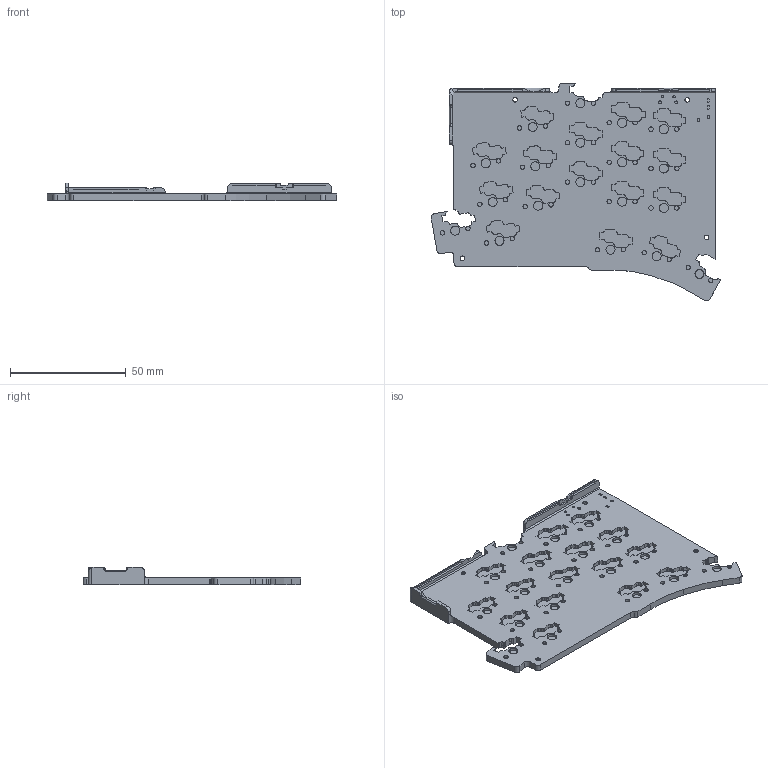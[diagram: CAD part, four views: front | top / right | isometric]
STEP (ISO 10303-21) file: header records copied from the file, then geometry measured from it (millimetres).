
FILE_DESCRIPTION(/* description */ ('STEP AP214'),/* implementation_level */ '2;1');
FILE_NAME(/* name */ 'TOTEM_case_ble_bottom_L_magsafe.step',/* time_stamp */ '2025-05-06T15:00:19+02:00',/* author */ (''),/* organization */ (''),/* preprocessor_version */ 'ST-DEVELOPER v20.1',/* originating_system */ 'Autodesk Translation Framework v14.4.0.0',/* authorisation */ '');
FILE_SCHEMA (('AUTOMOTIVE_DESIGN { 1 0 10303 214 3 1 1 }'));
Length unit declared in the file: millimetre
Products named in the file (1): TOTEM_case_ble_bottom_L_V.08
Bounding box: 124.88 x 93.88 x 7.7 mm (x, y, z)
Volume: 24147 mm3; surface area: 22279.8 mm2
Topology: 1 solids, 1 shells, 960 faces, 2640 edges, 1752 vertices
Faces by surface type: plane 484, bspline 359, cylinder 107, cone 10
Full cylindrical faces by diameter (mm): 1 x2, 1.3 x2, 1.9 x21, 2 x4, 3.9 x19, 4.3 x4, 9 x4, 44.9 x1, 55.2 x1
Entity records: 36844 total; most frequent: CARTESIAN_POINT 14390, ORIENTED_EDGE 5280, DIRECTION 3524, EDGE_CURVE 2640, VERTEX_POINT 1752, LINE 1714, VECTOR 1714, EDGE_LOOP 1038
